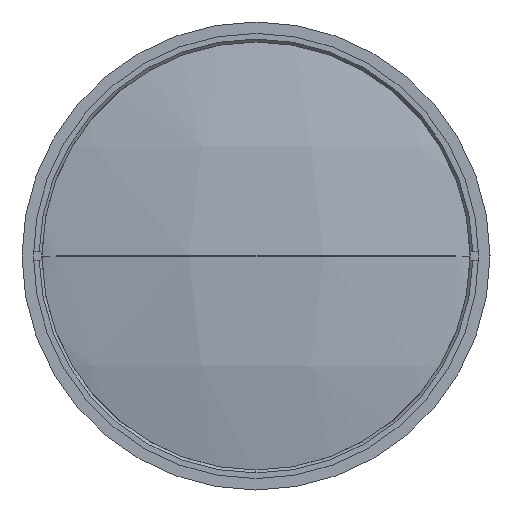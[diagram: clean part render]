
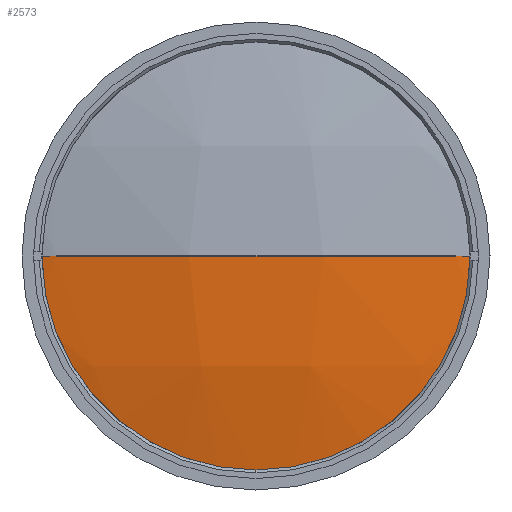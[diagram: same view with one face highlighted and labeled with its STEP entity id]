
A CAD part, left-side view. The second image highlights one B-rep face of the part: STEP entity #2573.
In plain terms, the highlighted spherical face has radius 164.18 mm.
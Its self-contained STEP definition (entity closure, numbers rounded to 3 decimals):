
#3 = FACE_OUTER_BOUND ( 'NONE', #2666, .T. ) ;
#19 = DIRECTION ( 'NONE',  ( 0., 0., -1. ) ) ;
#162 = EDGE_CURVE ( 'NONE', #1723, #2246, #411, .T. ) ;
#366 = DIRECTION ( 'NONE',  ( 0., 0., -1. ) ) ;
#379 = ORIENTED_EDGE ( 'NONE', *, *, #1137, .F. ) ;
#405 = AXIS2_PLACEMENT_3D ( 'NONE', #2538, #1834, #693 ) ;
#411 = CIRCLE ( 'NONE', #2332, 164.18 ) ;
#436 = CARTESIAN_POINT ( 'NONE',  ( 21.17, 0., 0. ) ) ;
#463 = CARTESIAN_POINT ( 'NONE',  ( 21.17, 0., 0. ) ) ;
#513 = CARTESIAN_POINT ( 'NONE',  ( -139.236, 35., 0. ) ) ;
#544 = ORIENTED_EDGE ( 'NONE', *, *, #1616, .T. ) ;
#645 = DIRECTION ( 'NONE',  ( 0., 0., 1. ) ) ;
#671 = DIRECTION ( 'NONE',  ( 0., 1., 0. ) ) ;
#693 = DIRECTION ( 'NONE',  ( 0., 1., 0. ) ) ;
#869 = DIRECTION ( 'NONE',  ( 0., -1., 0. ) ) ;
#895 = CIRCLE ( 'NONE', #1517, 164.18 ) ;
#920 = SPHERICAL_SURFACE ( 'NONE', #405, 164.18 ) ;
#954 = DIRECTION ( 'NONE',  ( 0., 0., 1. ) ) ;
#992 = VERTEX_POINT ( 'NONE', #513 ) ;
#1105 = DIRECTION ( 'NONE',  ( 0., 0., 1. ) ) ;
#1137 = EDGE_CURVE ( 'NONE', #2067, #992, #895, .T. ) ;
#1151 = DIRECTION ( 'NONE',  ( -1., 0., 0. ) ) ;
#1174 = EDGE_CURVE ( 'NONE', #992, #1723, #1186, .T. ) ;
#1186 = CIRCLE ( 'NONE', #1806, 160.406 ) ;
#1272 = CARTESIAN_POINT ( 'NONE',  ( -138.479, 38.306, 0. ) ) ;
#1305 = DIRECTION ( 'NONE',  ( 0., 0., -1. ) ) ;
#1342 = ORIENTED_EDGE ( 'NONE', *, *, #2113, .F. ) ;
#1366 = AXIS2_PLACEMENT_3D ( 'NONE', #2908, #366, #1703 ) ;
#1393 = CARTESIAN_POINT ( 'NONE',  ( 21.17, -35., 0. ) ) ;
#1517 = AXIS2_PLACEMENT_3D ( 'NONE', #436, #645, #1540 ) ;
#1540 = DIRECTION ( 'NONE',  ( 1., 0., 0. ) ) ;
#1549 = CIRCLE ( 'NONE', #1366, 164.18 ) ;
#1587 = ORIENTED_EDGE ( 'NONE', *, *, #162, .F. ) ;
#1616 = EDGE_CURVE ( 'NONE', #2067, #1829, #2098, .T. ) ;
#1618 = ORIENTED_EDGE ( 'NONE', *, *, #1174, .F. ) ;
#1703 = DIRECTION ( 'NONE',  ( 0., 1., 0. ) ) ;
#1723 = VERTEX_POINT ( 'NONE', #2541 ) ;
#1755 = VERTEX_POINT ( 'NONE', #2629 ) ;
#1806 = AXIS2_PLACEMENT_3D ( 'NONE', #2937, #869, #1305 ) ;
#1829 = VERTEX_POINT ( 'NONE', #2342 ) ;
#1834 = DIRECTION ( 'NONE',  ( 0., 0., -1. ) ) ;
#1953 = CIRCLE ( 'NONE', #2830, 160.406 ) ;
#2064 = DIRECTION ( 'NONE',  ( -1., 0., 0. ) ) ;
#2067 = VERTEX_POINT ( 'NONE', #1272 ) ;
#2093 = CARTESIAN_POINT ( 'NONE',  ( -138.479, 0., 0. ) ) ;
#2098 = CIRCLE ( 'NONE', #2779, 38.306 ) ;
#2113 = EDGE_CURVE ( 'NONE', #2246, #1755, #1953, .T. ) ;
#2146 = CARTESIAN_POINT ( 'NONE',  ( -139.236, -35., 0. ) ) ;
#2246 = VERTEX_POINT ( 'NONE', #2146 ) ;
#2331 = ORIENTED_EDGE ( 'NONE', *, *, #2749, .T. ) ;
#2332 = AXIS2_PLACEMENT_3D ( 'NONE', #463, #954, #1151 ) ;
#2342 = CARTESIAN_POINT ( 'NONE',  ( -138.479, -38.306, 0. ) ) ;
#2538 = CARTESIAN_POINT ( 'NONE',  ( 21.17, 0., 0. ) ) ;
#2541 = CARTESIAN_POINT ( 'NONE',  ( -139.236, 35., 0. ) ) ;
#2573 = ADVANCED_FACE ( 'NONE', ( #3 ), #920, .T. ) ;
#2629 = CARTESIAN_POINT ( 'NONE',  ( -139.236, -35., 0. ) ) ;
#2666 = EDGE_LOOP ( 'NONE', ( #544, #2331, #1342, #1587, #1618, #379 ) ) ;
#2749 = EDGE_CURVE ( 'NONE', #1829, #1755, #1549, .T. ) ;
#2779 = AXIS2_PLACEMENT_3D ( 'NONE', #2093, #2064, #19 ) ;
#2830 = AXIS2_PLACEMENT_3D ( 'NONE', #1393, #671, #1105 ) ;
#2908 = CARTESIAN_POINT ( 'NONE',  ( 21.17, 0., 0. ) ) ;
#2937 = CARTESIAN_POINT ( 'NONE',  ( 21.17, 35., 0. ) ) ;
